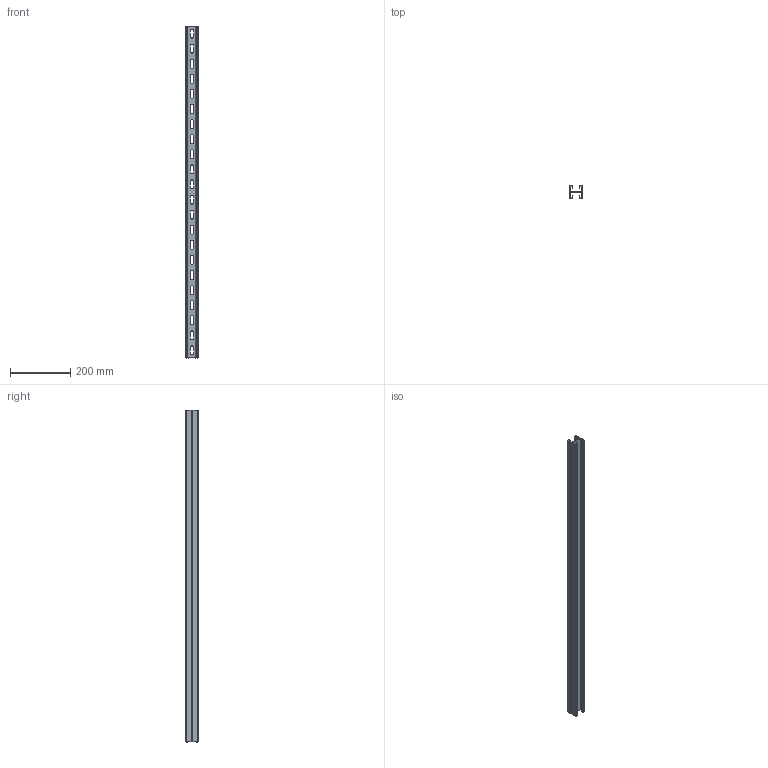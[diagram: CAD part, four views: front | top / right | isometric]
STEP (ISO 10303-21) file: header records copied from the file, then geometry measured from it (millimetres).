
FILE_DESCRIPTION (( 'STEP AP203' ), '1' );
FILE_NAME ('Äâîéíîé STRUT-ïðîôèëü_h21-L1100.step', '2022-01-25T09:59:29', ( '' ), ( '' ), 'SwSTEP 2.0', 'SolidWorks 2017', '' );
FILE_SCHEMA (( 'CONFIG_CONTROL_DESIGN' ));
Length unit declared in the file: millimetre
Products named in the file (2): Äâîéíîé STRUT-ïðîôèëü_h21-L1100; STRUT-镳铘桦黖h21-1100
Assembly tree (2 placements, depth 2):
  Äâîéíîé STRUT-ïðîôèëü_h21-L1100
    STRUT-镳铘桦黖h21-1100  x2
Bounding box: 41 x 42 x 1100 mm (x, y, z)
Volume: 399985 mm3; surface area: 425263.8 mm2
Topology: 2 solids, 2 shells, 3424 faces, 10260 edges, 6840 vertices
Faces by surface type: plane 3324, cylinder 100
Entity records: 56870 total; most frequent: CARTESIAN_POINT 10267, ORIENTED_EDGE 10260, DIRECTION 8664, EDGE_CURVE 5130, LINE 5030, VECTOR 5030, VERTEX_POINT 3420, AXIS2_PLACEMENT_3D 1817
